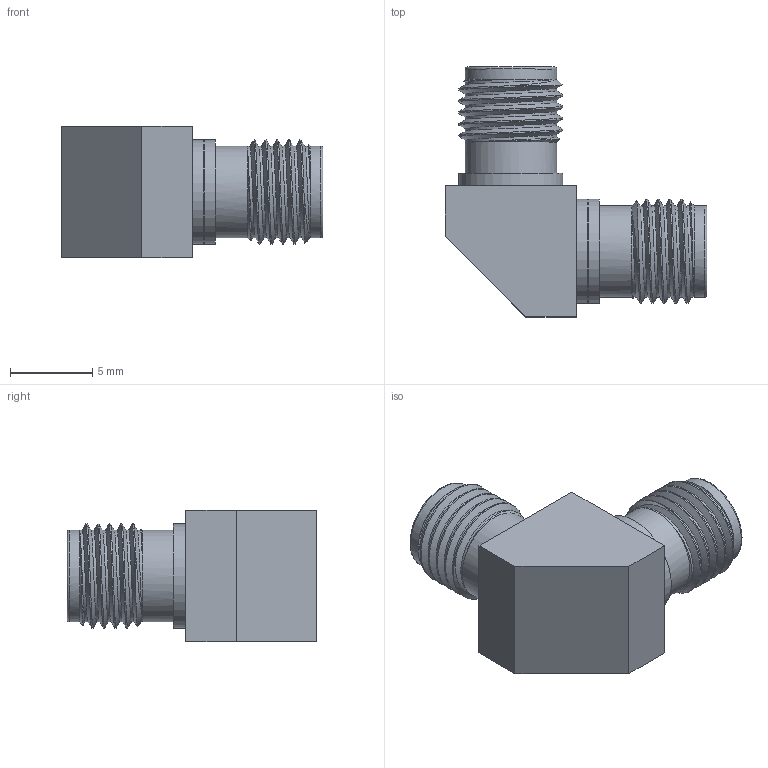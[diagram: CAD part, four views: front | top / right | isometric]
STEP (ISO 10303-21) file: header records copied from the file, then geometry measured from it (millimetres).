
FILE_DESCRIPTION (( 'STEP AP203' ), '1' );
FILE_NAME ('PE91153_3D.step', '2021-07-13T18:57:28', ( '' ), ( '' ), 'SwSTEP 2.0', 'SolidWorks 2020', '' );
FILE_SCHEMA (( 'CONFIG_CONTROL_DESIGN' ));
Length unit declared in the file: inch
Products named in the file (1): PE91153_3D
Bounding box: 15.94 x 15.23 x 8 mm (x, y, z)
Volume: 756.7 mm3; surface area: 777.7 mm2
Topology: 1 solids, 1 shells, 67 faces, 156 edges, 101 vertices
Faces by surface type: plane 33, cylinder 16, cone 10, bspline 6, torus 2
Full cylindrical faces by diameter (mm): 0.94 x2, 1.194 x2, 4.572 x2, 5.582 x4, 6.215 x1, 6.35 x3
Entity records: 4052 total; most frequent: CARTESIAN_POINT 2627, DIRECTION 267, ORIENTED_EDGE 258, EDGE_CURVE 129, AXIS2_PLACEMENT_3D 110, EDGE_LOOP 95, VERTEX_POINT 92, FACE_OUTER_BOUND 83
